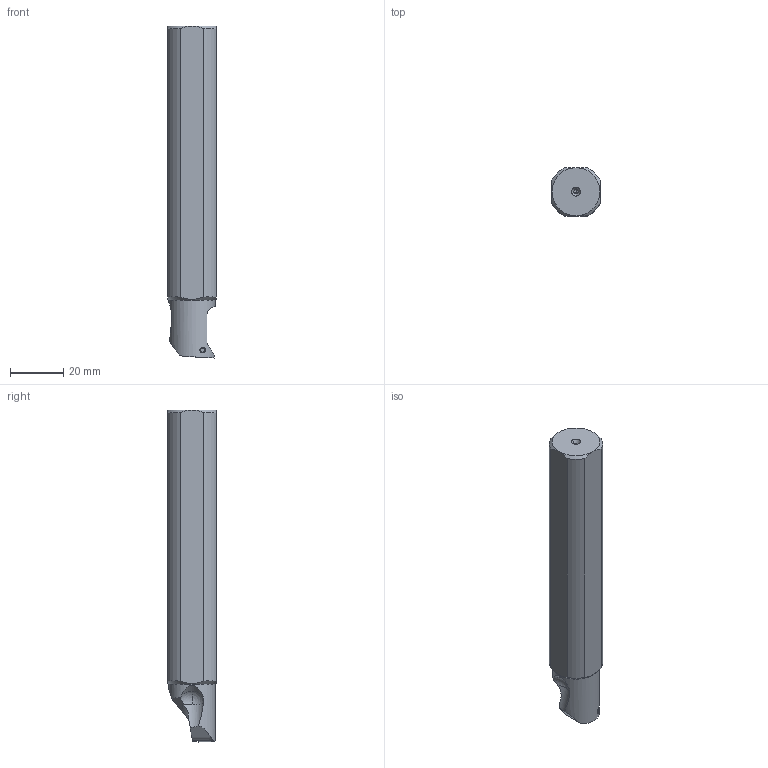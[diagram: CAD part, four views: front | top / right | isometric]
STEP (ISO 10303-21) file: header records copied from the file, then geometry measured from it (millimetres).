
FILE_DESCRIPTION(/* description */ (''),/* implementation_level */ '2;1');
FILE_NAME(/* name */ 'SH20K-FSDUCL07.stp',/* time_stamp */ '2021-11-11T11:50:11+09:00',/* author */ (''),/* organization */ (''),/* preprocessor_version */ 'ST-DEVELOPER v16',/* originating_system */ 'SIEMENS PLM Software NX 10.0',/* authorisation */ '');
FILE_SCHEMA (('AUTOMOTIVE_DESIGN { 1 0 10303 214 3 1 1 1 }'));
Length unit declared in the file: millimetre
Products named in the file (1): SH20K-FSDUCL07_ASM
Bounding box: 18 x 18 x 124.45 mm (x, y, z)
Volume: 32902.6 mm3; surface area: 7901.3 mm2
Topology: 2 solids, 2 shells, 92 faces, 255 edges, 166 vertices
Faces by surface type: cylinder 39, plane 28, cone 18, torus 3, sphere 2, bspline 2
Entity records: 3437 total; most frequent: CARTESIAN_POINT 1032, ORIENTED_EDGE 498, DIRECTION 481, EDGE_CURVE 249, AXIS2_PLACEMENT_3D 189, VERTEX_POINT 163, LINE 103, VECTOR 103
